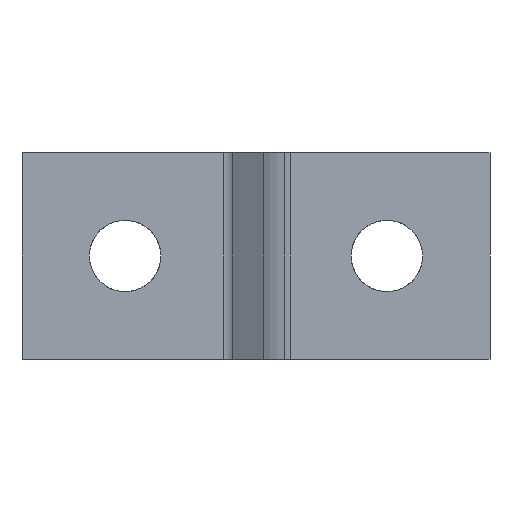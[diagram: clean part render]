
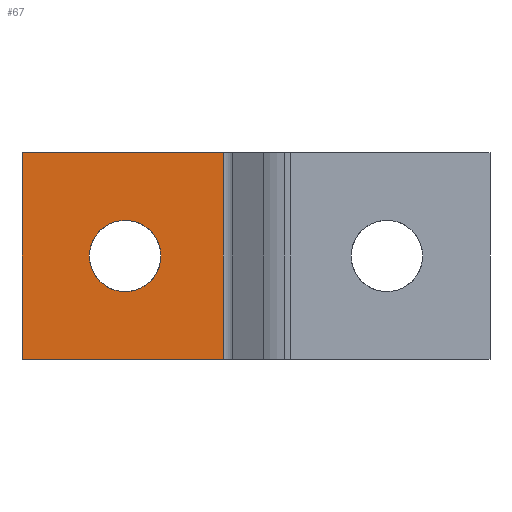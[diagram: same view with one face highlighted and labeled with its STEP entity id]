
A CAD part, front view. The second image highlights one B-rep face of the part: STEP entity #67.
In plain terms, the highlighted planar face has unit normal (0, -1, 0).
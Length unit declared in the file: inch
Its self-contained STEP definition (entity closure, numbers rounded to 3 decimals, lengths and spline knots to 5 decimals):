
#67=ADVANCED_FACE('',(#142,#143),#144,.T.);
#142=FACE_BOUND('',#319,.T.);
#143=FACE_OUTER_BOUND('',#320,.T.);
#144=PLANE('',#321);
#319=EDGE_LOOP('',(#541,#542,#543,#544));
#320=EDGE_LOOP('',(#545,#546,#547,#548));
#321=AXIS2_PLACEMENT_3D('',#549,#550,#551);
#541=ORIENTED_EDGE('',*,*,#674,.T.);
#542=ORIENTED_EDGE('',*,*,#712,.T.);
#543=ORIENTED_EDGE('',*,*,#713,.T.);
#544=ORIENTED_EDGE('',*,*,#714,.T.);
#545=ORIENTED_EDGE('',*,*,#695,.T.);
#546=ORIENTED_EDGE('',*,*,#672,.F.);
#547=ORIENTED_EDGE('',*,*,#715,.F.);
#548=ORIENTED_EDGE('',*,*,#716,.T.);
#549=CARTESIAN_POINT('',(0.39677,0.0,0.0));
#550=DIRECTION('',(0.0,-1.0,0.0));
#551=DIRECTION('',(1.0,0.0,-0.0));
#672=EDGE_CURVE('',#769,#764,#771,.T.);
#674=EDGE_CURVE('',#773,#774,#775,.T.);
#695=EDGE_CURVE('',#809,#764,#810,.T.);
#712=EDGE_CURVE('',#774,#836,#837,.T.);
#713=EDGE_CURVE('',#836,#838,#839,.T.);
#714=EDGE_CURVE('',#838,#773,#840,.T.);
#715=EDGE_CURVE('',#841,#769,#842,.T.);
#716=EDGE_CURVE('',#841,#809,#843,.T.);
#764=VERTEX_POINT('',#901);
#769=VERTEX_POINT('',#908);
#771=LINE('',#911,#912);
#773=VERTEX_POINT('',#914);
#774=VERTEX_POINT('',#915);
#775=B_SPLINE_CURVE_WITH_KNOTS('',3,(#916,#917,#918,#919),.UNSPECIFIED.,.F.,.F.,(4,4),(0.0,1.0),.UNSPECIFIED.);
#809=VERTEX_POINT('',#973);
#810=LINE('',#974,#975);
#836=VERTEX_POINT('',#1013);
#837=B_SPLINE_CURVE_WITH_KNOTS('',3,(#1014,#1015,#1016,#1017),.UNSPECIFIED.,.F.,.F.,(4,4),(0.0,1.0),.UNSPECIFIED.);
#838=VERTEX_POINT('',#1018);
#839=B_SPLINE_CURVE_WITH_KNOTS('',3,(#1019,#1020,#1021,#1022),.UNSPECIFIED.,.F.,.F.,(4,4),(0.0,1.0),.UNSPECIFIED.);
#840=B_SPLINE_CURVE_WITH_KNOTS('',3,(#1023,#1024,#1025,#1026),.UNSPECIFIED.,.F.,.F.,(4,4),(0.0,1.0),.UNSPECIFIED.);
#841=VERTEX_POINT('',#1027);
#842=LINE('',#1028,#1029);
#843=LINE('',#1030,#1031);
#901=CARTESIAN_POINT('',(0.,0.0,0.8125));
#908=CARTESIAN_POINT('',(0.,0.0,0.0));
#911=CARTESIAN_POINT('',(0.,0.0,0.0));
#912=VECTOR('',#1121,1.0);
#914=CARTESIAN_POINT('',(0.2656,0.0,0.40625));
#915=CARTESIAN_POINT('',(0.40625,0.0,0.54688));
#916=CARTESIAN_POINT('',(0.2656,0.0,0.40625));
#917=CARTESIAN_POINT('',(0.2656,0.0,0.48391));
#918=CARTESIAN_POINT('',(0.32857,0.0,0.54688));
#919=CARTESIAN_POINT('',(0.40625,0.0,0.54688));
#973=CARTESIAN_POINT('',(0.79354,0.0,0.8125));
#974=CARTESIAN_POINT('',(0.79354,0.0,0.8125));
#975=VECTOR('',#1139,1.0);
#1013=CARTESIAN_POINT('',(0.5469,0.0,0.40625));
#1014=CARTESIAN_POINT('',(0.40625,0.0,0.54688));
#1015=CARTESIAN_POINT('',(0.48393,0.0,0.54688));
#1016=CARTESIAN_POINT('',(0.5469,0.0,0.48391));
#1017=CARTESIAN_POINT('',(0.5469,0.0,0.40625));
#1018=CARTESIAN_POINT('',(0.40625,0.0,0.26563));
#1019=CARTESIAN_POINT('',(0.5469,0.0,0.40625));
#1020=CARTESIAN_POINT('',(0.5469,0.0,0.32859));
#1021=CARTESIAN_POINT('',(0.48393,0.0,0.26563));
#1022=CARTESIAN_POINT('',(0.40625,0.0,0.26563));
#1023=CARTESIAN_POINT('',(0.40625,0.0,0.26563));
#1024=CARTESIAN_POINT('',(0.32857,0.0,0.26563));
#1025=CARTESIAN_POINT('',(0.2656,0.0,0.32859));
#1026=CARTESIAN_POINT('',(0.2656,0.0,0.40625));
#1027=CARTESIAN_POINT('',(0.79354,0.0,0.0));
#1028=CARTESIAN_POINT('',(0.79354,0.0,0.0));
#1029=VECTOR('',#1161,1.0);
#1030=CARTESIAN_POINT('',(0.79354,0.0,0.0));
#1031=VECTOR('',#1162,1.0);
#1121=DIRECTION('',(0.0,0.0,1.0));
#1139=DIRECTION('',(-1.0,0.0,0.0));
#1161=DIRECTION('',(-1.0,0.0,0.0));
#1162=DIRECTION('',(0.0,0.0,1.0));
